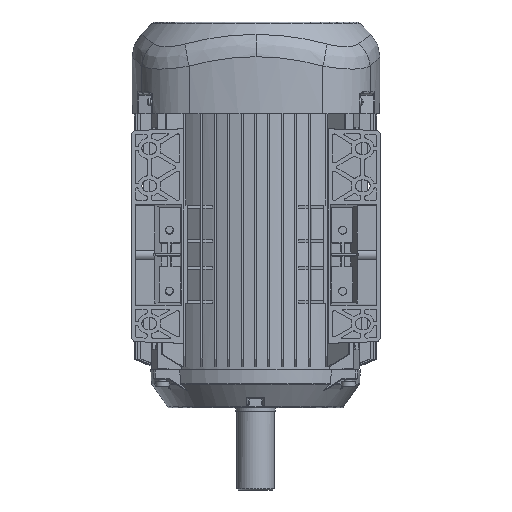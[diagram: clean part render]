
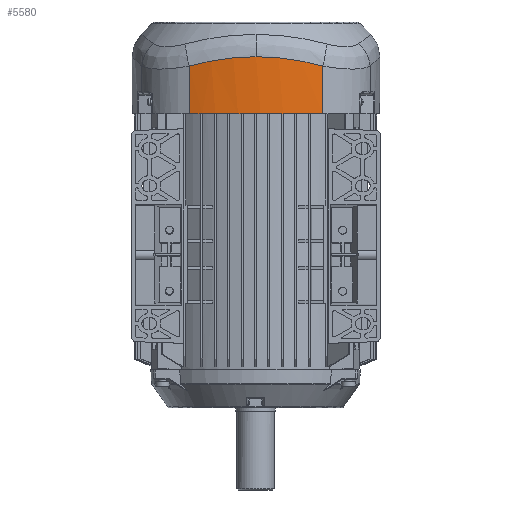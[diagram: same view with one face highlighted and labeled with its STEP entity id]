
A CAD part, front view. The second image highlights one B-rep face of the part: STEP entity #5580.
In plain terms, the highlighted cylindrical face has radius 236 mm (diameter 472 mm), a partial arc.
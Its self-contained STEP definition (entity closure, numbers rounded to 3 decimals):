
#2208=CYLINDRICAL_SURFACE('',#81788,236.);
#5580=ADVANCED_FACE('',(#12882),#2208,.T.);
#12882=FACE_OUTER_BOUND('',#17521,.T.);
#17521=EDGE_LOOP('',(#30446,#30447,#30448,#30449,#30450));
#30446=ORIENTED_EDGE('',*,*,#60716,.T.);
#30447=ORIENTED_EDGE('',*,*,#60717,.T.);
#30448=ORIENTED_EDGE('',*,*,#60718,.T.);
#30449=ORIENTED_EDGE('',*,*,#60714,.F.);
#30450=ORIENTED_EDGE('',*,*,#59184,.F.);
#49583=VERTEX_POINT('',#126587);
#49584=VERTEX_POINT('',#126594);
#50661=VERTEX_POINT('',#134963);
#50662=VERTEX_POINT('',#134975);
#50663=VERTEX_POINT('',#134990);
#59184=EDGE_CURVE('',#49583,#49584,#71503,.T.);
#60714=EDGE_CURVE('',#49584,#50661,#73033,.T.);
#60716=EDGE_CURVE('',#49583,#50662,#73035,.T.);
#60717=EDGE_CURVE('',#50662,#50663,#73036,.T.);
#60718=EDGE_CURVE('',#50663,#50661,#73037,.T.);
#71503=B_SPLINE_CURVE_WITH_KNOTS('',3,(#126588,#126589,#126590,#126591,#126592,
#126593),.UNSPECIFIED.,.F.,.F.,(4,2,4),(0.,0.5,1.),.UNSPECIFIED.);
#73033=B_SPLINE_CURVE_WITH_KNOTS('',3,(#134959,#134960,#134961,#134962),
 .UNSPECIFIED.,.F.,.F.,(4,4),(0.,1.),.UNSPECIFIED.);
#73035=B_SPLINE_CURVE_WITH_KNOTS('',3,(#134971,#134972,#134973,#134974),
 .UNSPECIFIED.,.F.,.F.,(4,4),(0.,1.),.UNSPECIFIED.);
#73036=B_SPLINE_CURVE_WITH_KNOTS('',3,(#134976,#134977,#134978,#134979,#134980,
#134981,#134982,#134983,#134984,#134985,#134986,#134987,#134988,#134989),
 .UNSPECIFIED.,.F.,.F.,(4,2,2,1,1,2,2,4),(0.,0.25,0.375,
0.438,0.469,0.484,0.5,
1.),.UNSPECIFIED.);
#73037=B_SPLINE_CURVE_WITH_KNOTS('',3,(#134991,#134992,#134993,#134994,#134995,
#134996,#134997,#134998,#134999,#135000,#135001,#135002,#135003,#135004),
 .UNSPECIFIED.,.F.,.F.,(4,2,2,1,1,2,2,4),(0.,0.25,0.375,
0.437,0.469,0.484,0.5,
1.),.UNSPECIFIED.);
#81788=AXIS2_PLACEMENT_3D('',#135005,#86870,#86871);
#86870=DIRECTION('',(0.,0.,1.));
#86871=DIRECTION('',(0.287,0.958,0.));
#126587=CARTESIAN_POINT('',(67.768,-116.828,382.5));
#126588=CARTESIAN_POINT('',(67.768,-116.828,382.5));
#126589=CARTESIAN_POINT('',(45.782,-123.419,382.5));
#126590=CARTESIAN_POINT('',(22.952,-126.767,382.5));
#126591=CARTESIAN_POINT('',(-22.952,-126.767,382.5));
#126592=CARTESIAN_POINT('',(-45.781,-123.419,382.5));
#126593=CARTESIAN_POINT('',(-67.768,-116.828,382.5));
#126594=CARTESIAN_POINT('',(-67.768,-116.828,382.5));
#134959=CARTESIAN_POINT('',(-67.768,-116.828,382.5));
#134960=CARTESIAN_POINT('',(-67.768,-116.828,398.559));
#134961=CARTESIAN_POINT('',(-67.768,-116.828,414.619));
#134962=CARTESIAN_POINT('',(-67.768,-116.828,430.678));
#134963=CARTESIAN_POINT('',(-67.768,-116.828,430.678));
#134971=CARTESIAN_POINT('',(67.768,-116.828,382.5));
#134972=CARTESIAN_POINT('',(67.768,-116.828,398.559));
#134973=CARTESIAN_POINT('',(67.768,-116.828,414.619));
#134974=CARTESIAN_POINT('',(67.768,-116.828,430.678));
#134975=CARTESIAN_POINT('',(67.768,-116.828,430.678));
#134976=CARTESIAN_POINT('',(67.768,-116.828,430.678));
#134977=CARTESIAN_POINT('',(62.124,-118.52,432.232));
#134978=CARTESIAN_POINT('',(56.527,-119.967,433.593));
#134979=CARTESIAN_POINT('',(48.238,-121.802,435.347));
#134980=CARTESIAN_POINT('',(45.492,-122.358,435.883));
#134981=CARTESIAN_POINT('',(41.403,-123.111,436.616));
#134982=CARTESIAN_POINT('',(39.366,-123.468,436.964));
#134983=CARTESIAN_POINT('',(37.004,-123.85,437.339));
#134984=CARTESIAN_POINT('',(35.994,-124.007,437.493));
#134985=CARTESIAN_POINT('',(35.322,-124.109,437.594));
#134986=CARTESIAN_POINT('',(35.014,-124.156,437.64));
#134987=CARTESIAN_POINT('',(23.01,-125.938,439.394));
#134988=CARTESIAN_POINT('',(11.416,-126.767,440.245));
#134989=CARTESIAN_POINT('',(0.,-126.767,440.245));
#134990=CARTESIAN_POINT('',(0.,-126.767,440.245));
#134991=CARTESIAN_POINT('',(0.,-126.767,440.245));
#134992=CARTESIAN_POINT('',(-5.708,-126.767,440.245));
#134993=CARTESIAN_POINT('',(-11.46,-126.56,440.032));
#134994=CARTESIAN_POINT('',(-20.13,-125.925,439.394));
#134995=CARTESIAN_POINT('',(-23.028,-125.659,439.128));
#134996=CARTESIAN_POINT('',(-27.381,-125.178,438.65));
#134997=CARTESIAN_POINT('',(-29.56,-124.917,438.391));
#134998=CARTESIAN_POINT('',(-32.104,-124.575,438.053));
#134999=CARTESIAN_POINT('',(-33.195,-124.421,437.901));
#135000=CARTESIAN_POINT('',(-33.923,-124.317,437.798));
#135001=CARTESIAN_POINT('',(-34.315,-124.26,437.742));
#135002=CARTESIAN_POINT('',(-45.387,-122.616,436.124));
#135003=CARTESIAN_POINT('',(-56.479,-120.212,433.785));
#135004=CARTESIAN_POINT('',(-67.768,-116.828,430.678));
#135005=CARTESIAN_POINT('',(0.,109.233,381.5));
